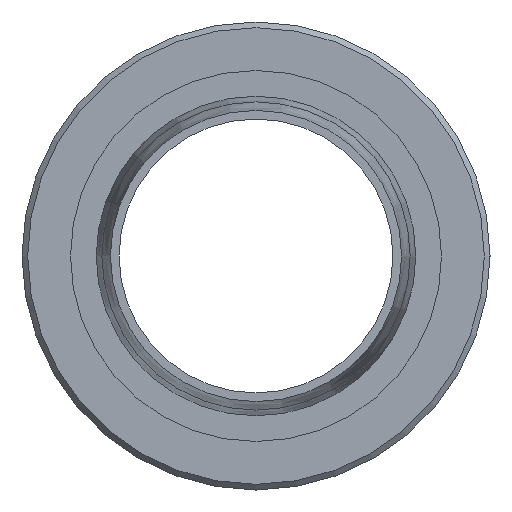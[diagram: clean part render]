
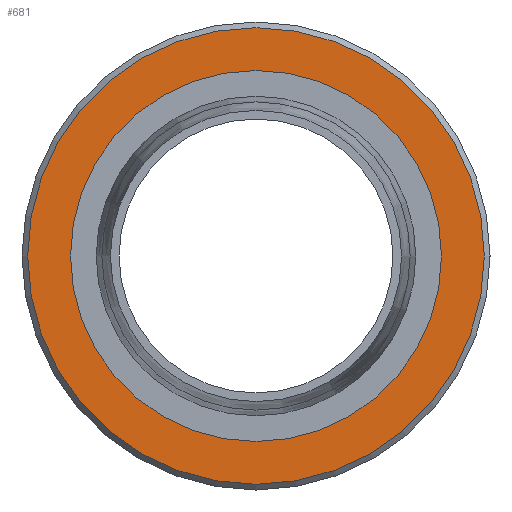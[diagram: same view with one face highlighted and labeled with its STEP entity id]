
A CAD part, left-side view. The second image highlights one B-rep face of the part: STEP entity #681.
In plain terms, the highlighted planar face has unit normal (-1, 0, 0).
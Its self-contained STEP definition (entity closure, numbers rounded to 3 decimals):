
#22=FACE_BOUND('',#83,.T.);
#27=PLANE('',#749);
#46=FACE_OUTER_BOUND('',#82,.T.);
#82=EDGE_LOOP('',(#469));
#83=EDGE_LOOP('',(#470,#471));
#177=CIRCLE('',#748,20.);
#178=CIRCLE('',#750,14.25);
#179=CIRCLE('',#751,14.25);
#263=VERTEX_POINT('',#1156);
#264=VERTEX_POINT('',#1160);
#265=VERTEX_POINT('',#1161);
#347=EDGE_CURVE('',#263,#263,#177,.T.);
#348=EDGE_CURVE('',#264,#265,#178,.T.);
#349=EDGE_CURVE('',#265,#264,#179,.T.);
#469=ORIENTED_EDGE('',*,*,#347,.F.);
#470=ORIENTED_EDGE('',*,*,#348,.F.);
#471=ORIENTED_EDGE('',*,*,#349,.F.);
#681=ADVANCED_FACE('',(#46,#22),#27,.F.);
#748=AXIS2_PLACEMENT_3D('',#1158,#893,#894);
#749=AXIS2_PLACEMENT_3D('',#1159,#895,#896);
#750=AXIS2_PLACEMENT_3D('',#1162,#897,#898);
#751=AXIS2_PLACEMENT_3D('',#1163,#899,#900);
#893=DIRECTION('center_axis',(1.,0.,0.));
#894=DIRECTION('ref_axis',(0.,-1.,0.));
#895=DIRECTION('center_axis',(1.,0.,0.));
#896=DIRECTION('ref_axis',(0.,0.,-1.));
#897=DIRECTION('center_axis',(-1.,0.,0.));
#898=DIRECTION('ref_axis',(0.,1.,0.));
#899=DIRECTION('center_axis',(-1.,0.,0.));
#900=DIRECTION('ref_axis',(0.,1.,0.));
#1156=CARTESIAN_POINT('',(54.,20.,0.));
#1158=CARTESIAN_POINT('Origin',(54.,0.,0.));
#1159=CARTESIAN_POINT('Origin',(54.,27.018,0.));
#1160=CARTESIAN_POINT('',(54.,14.25,0.));
#1161=CARTESIAN_POINT('',(54.,-14.25,0.));
#1162=CARTESIAN_POINT('Origin',(54.,0.,0.));
#1163=CARTESIAN_POINT('Origin',(54.,0.,0.));
